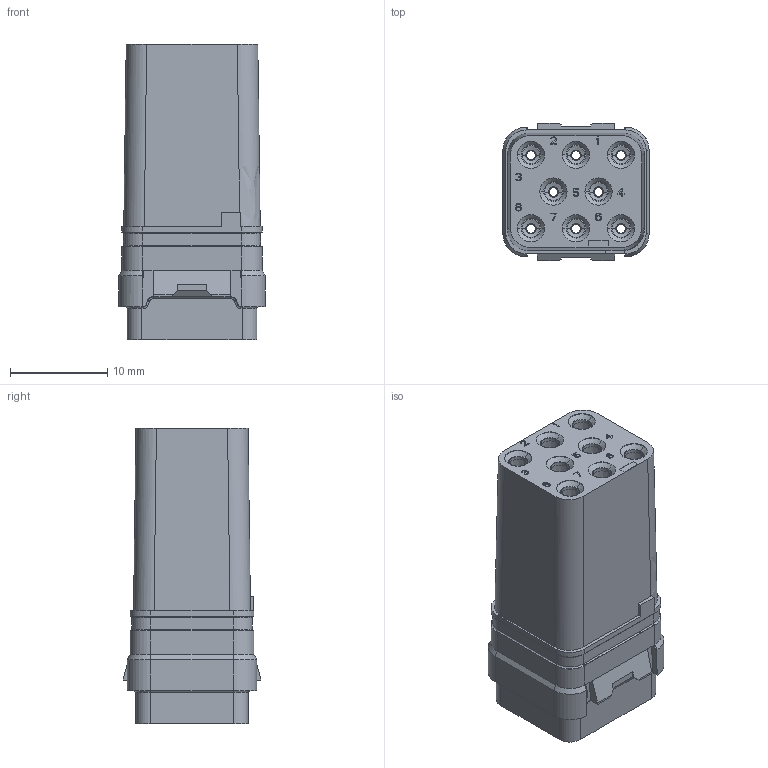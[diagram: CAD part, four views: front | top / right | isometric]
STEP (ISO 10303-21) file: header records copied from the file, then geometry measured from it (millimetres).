
FILE_DESCRIPTION((''),'2;1');
FILE_NAME('SIM3M0816SN','2020-07-15T',('presta_be4'),(''),'CREO PARAMETRIC BY PTC INC, 2018360','CREO PARAMETRIC BY PTC INC, 2018360','');
FILE_SCHEMA(('CONFIG_CONTROL_DESIGN'));
Products named in the file (1): SIM3M0816SN
Bounding box: 15 x 14.1 x 30.34 mm (x, y, z)
Volume: 3126.4 mm3; surface area: 5518.8 mm2
Topology: 1 solids, 1 shells, 2268 faces, 5814 edges, 3596 vertices
Faces by surface type: plane 970, cylinder 430, torus 324, bspline 284, cone 196, sphere 64
Entity records: 85956 total; most frequent: CARTESIAN_POINT 33146, ORIENTED_EDGE 11628, DIRECTION 10228, EDGE_CURVE 5814, AXIS2_PLACEMENT_3D 3612, VERTEX_POINT 3596, VECTOR 3004, LINE 3004
